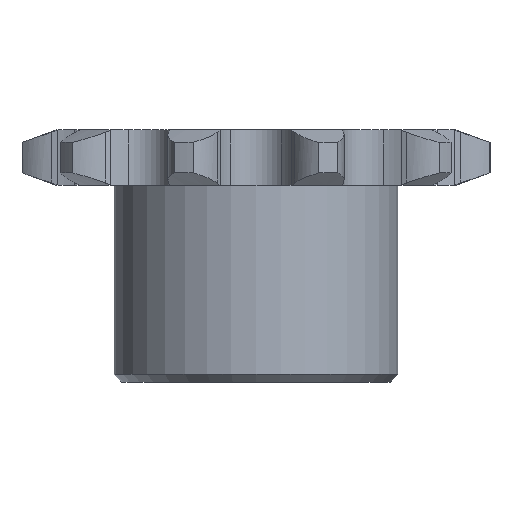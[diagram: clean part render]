
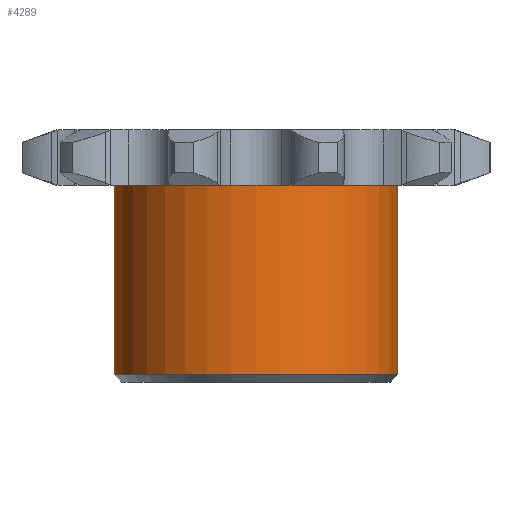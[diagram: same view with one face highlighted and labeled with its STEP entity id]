
A CAD part, front view. The second image highlights one B-rep face of the part: STEP entity #4289.
In plain terms, the highlighted cylindrical face has radius 7.144 mm (diameter 14.288 mm), a partial arc.
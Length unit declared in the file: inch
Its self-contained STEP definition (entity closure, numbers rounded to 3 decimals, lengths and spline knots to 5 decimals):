
#60 = CYLINDRICAL_SURFACE ( 'NONE', #3525, 0.28125 ) ;
#117 = VERTEX_POINT ( 'NONE', #3157 ) ;
#190 = DIRECTION ( 'NONE',  ( 0., 0., -1. ) ) ;
#511 = EDGE_CURVE ( 'NONE', #2165, #1258, #692, .T. ) ;
#605 = CARTESIAN_POINT ( 'NONE',  ( -0.28125, -0.40451, 0.12412 ) ) ;
#692 = LINE ( 'NONE', #981, #3189 ) ;
#792 = CIRCLE ( 'NONE', #3237, 0.28125 ) ;
#802 = EDGE_LOOP ( 'NONE', ( #3076, #2282, #1059, #3190 ) ) ;
#838 = EDGE_CURVE ( 'NONE', #2114, #117, #4300, .T. ) ;
#981 = CARTESIAN_POINT ( 'NONE',  ( 0.28125, -0.40451, -0.23438 ) ) ;
#1054 = VECTOR ( 'NONE', #1599, 39.37008 ) ;
#1059 = ORIENTED_EDGE ( 'NONE', *, *, #838, .T. ) ;
#1182 = DIRECTION ( 'NONE',  ( -1., 0., 0. ) ) ;
#1228 = CARTESIAN_POINT ( 'NONE',  ( 0.28125, -0.40451, -0.25 ) ) ;
#1258 = VERTEX_POINT ( 'NONE', #1228 ) ;
#1462 = DIRECTION ( 'NONE',  ( 0., 0., -1. ) ) ;
#1599 = DIRECTION ( 'NONE',  ( 0., 0., -1. ) ) ;
#2114 = VERTEX_POINT ( 'NONE', #605 ) ;
#2165 = VERTEX_POINT ( 'NONE', #3210 ) ;
#2282 = ORIENTED_EDGE ( 'NONE', *, *, #3086, .T. ) ;
#2640 = CARTESIAN_POINT ( 'NONE',  ( 0., -0.40451, -0.25 ) ) ;
#2997 = FACE_OUTER_BOUND ( 'NONE', #802, .T. ) ;
#3067 = DIRECTION ( 'NONE',  ( 0., 0., 1. ) ) ;
#3076 = ORIENTED_EDGE ( 'NONE', *, *, #511, .F. ) ;
#3086 = EDGE_CURVE ( 'NONE', #2165, #2114, #4150, .T. ) ;
#3157 = CARTESIAN_POINT ( 'NONE',  ( -0.28125, -0.40451, -0.25 ) ) ;
#3189 = VECTOR ( 'NONE', #3626, 39.37008 ) ;
#3190 = ORIENTED_EDGE ( 'NONE', *, *, #3454, .T. ) ;
#3210 = CARTESIAN_POINT ( 'NONE',  ( 0.28125, -0.40451, 0.12412 ) ) ;
#3213 = DIRECTION ( 'NONE',  ( -1., 0., 0. ) ) ;
#3237 = AXIS2_PLACEMENT_3D ( 'NONE', #2640, #3067, #3300 ) ;
#3300 = DIRECTION ( 'NONE',  ( 1., 0., 0. ) ) ;
#3454 = EDGE_CURVE ( 'NONE', #117, #1258, #792, .T. ) ;
#3525 = AXIS2_PLACEMENT_3D ( 'NONE', #4335, #1462, #1182 ) ;
#3582 = AXIS2_PLACEMENT_3D ( 'NONE', #4266, #190, #3213 ) ;
#3626 = DIRECTION ( 'NONE',  ( 0., 0., -1. ) ) ;
#3901 = CARTESIAN_POINT ( 'NONE',  ( -0.28125, -0.40451, -0.23438 ) ) ;
#4150 = CIRCLE ( 'NONE', #3582, 0.28125 ) ;
#4266 = CARTESIAN_POINT ( 'NONE',  ( 0., -0.40451, 0.12412 ) ) ;
#4289 = ADVANCED_FACE ( 'NONE', ( #2997 ), #60, .T. ) ;
#4300 = LINE ( 'NONE', #3901, #1054 ) ;
#4335 = CARTESIAN_POINT ( 'NONE',  ( 0., -0.40451, -0.23438 ) ) ;
